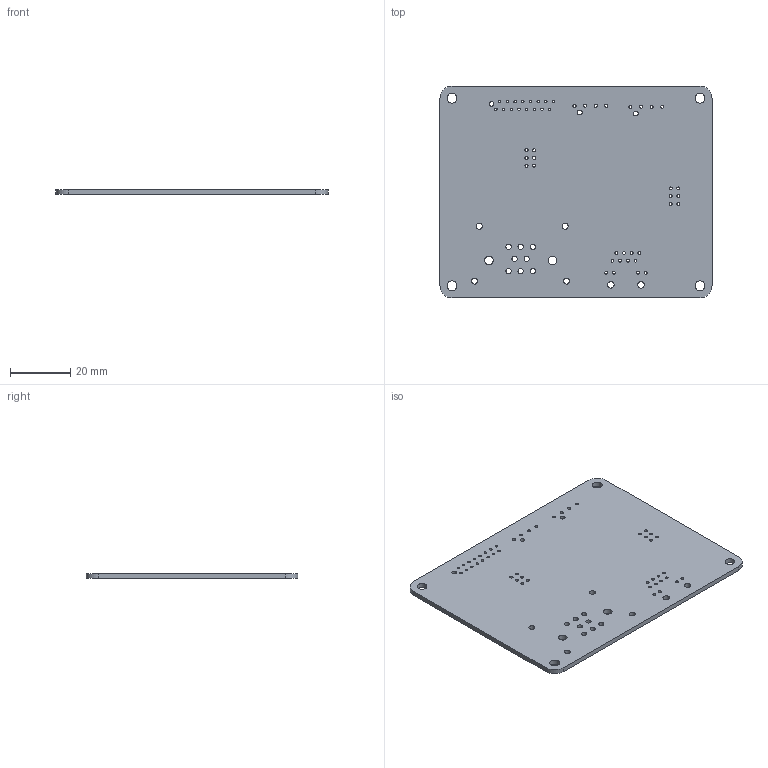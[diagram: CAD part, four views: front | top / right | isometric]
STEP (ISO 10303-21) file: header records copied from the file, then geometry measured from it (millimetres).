
FILE_DESCRIPTION(('FreeCAD Model'),'2;1');
FILE_NAME('charging1.step','2018-05-17T00:09:21',('kicad StepUp'),('ksu MCAD'), 'Open CASCADE STEP processor 7.2','FreeCAD','Unknown');
FILE_SCHEMA(('AUTOMOTIVE_DESIGN { 1 0 10303 214 1 1 1 1 }'));
Length unit declared in the file: millimetre
Products named in the file (4): charging; Board_Geoms; Pcb; Step_Models
Assembly tree (3 placements, depth 3):
  charging
    Board_Geoms
      Pcb
    Step_Models
Bounding box: 90 x 70 x 1.6 mm (x, y, z)
Volume: 9859.5 mm3; surface area: 13299.7 mm2
Topology: 1 solids, 1 shells, 81 faces, 237 edges, 158 vertices
Faces by surface type: cylinder 75, plane 6
Full cylindrical faces by diameter (mm): 0.8 x16, 0.95 x12, 1.016 x12, 1.02 x8, 1.5 x1, 1.6 x2, 1.75 x8, 2 x4, 2.18 x2, 2.85 x2, 3.264 x4
Entity records: 3140 total; most frequent: DIRECTION 557, CARTESIAN_POINT 480, ORIENTED_EDGE 474, EDGE_CURVE 237, AXIS2_PLACEMENT_3D 235, FACE_BOUND 223, EDGE_LOOP 223, VERTEX_POINT 158
